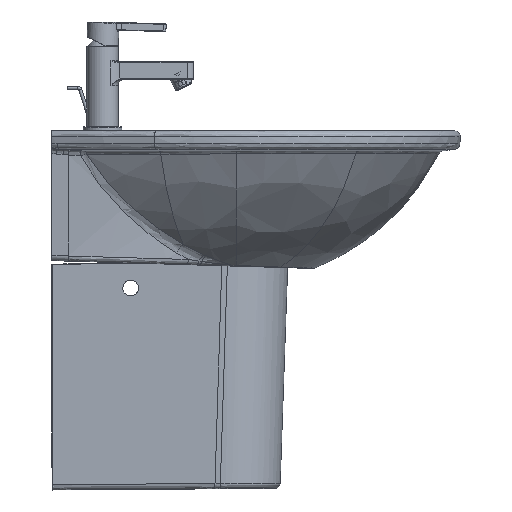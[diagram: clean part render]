
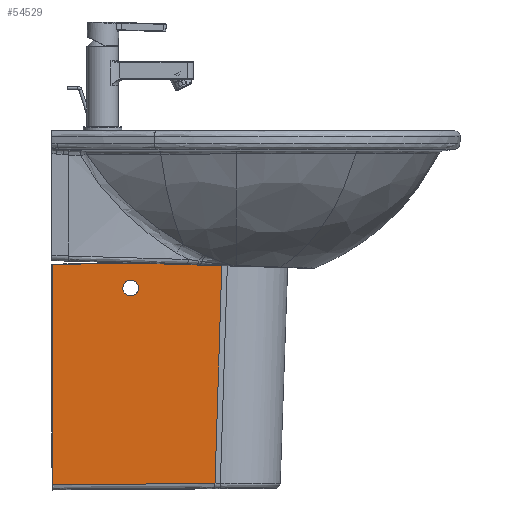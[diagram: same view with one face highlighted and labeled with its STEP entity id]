
A CAD part, front view. The second image highlights one B-rep face of the part: STEP entity #54529.
In plain terms, the highlighted free-form (B-spline) face has degree [5, 1] with [6, 2] control points.
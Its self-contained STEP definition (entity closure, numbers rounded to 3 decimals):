
#53685=CARTESIAN_POINT('',(216.018,-85.679,3.771));
#53686=VERTEX_POINT('',#53685);
#53903=CARTESIAN_POINT('',(0.,-90.,0.));
#53904=VERTEX_POINT('',#53903);
#53914=CARTESIAN_POINT('',(0.,-90.,0.));
#53915=CARTESIAN_POINT('',(43.204,-89.136,0.754));
#53916=CARTESIAN_POINT('',(86.407,-88.272,1.508));
#53917=CARTESIAN_POINT('',(129.611,-87.407,2.262));
#53918=CARTESIAN_POINT('',(172.814,-86.543,3.016));
#53919=CARTESIAN_POINT('',(216.018,-85.679,3.771));
#53920=B_SPLINE_CURVE_WITH_KNOTS('',5,(#53914,#53915,#53916,#53917,#53918,#53919),.UNSPECIFIED.,.F.,.U.,(6,6),(0.0,211.624),.UNSPECIFIED.);
#53921=EDGE_CURVE('',#53686,#53904,#53920,.F.);
#54130=CARTESIAN_POINT('',(90.0,-87.321,-30.0));
#54131=VERTEX_POINT('',#54130);
#54132=CARTESIAN_POINT('',(110.0,-86.911,-30.0));
#54133=VERTEX_POINT('',#54132);
#54134=CARTESIAN_POINT('',(90.0,-87.321,-30.));
#54135=CARTESIAN_POINT('',(90.0,-87.303,-30.642));
#54136=CARTESIAN_POINT('',(90.062,-87.284,-31.283));
#54137=CARTESIAN_POINT('',(90.318,-87.242,-32.598));
#54138=CARTESIAN_POINT('',(90.523,-87.219,-33.268));
#54139=CARTESIAN_POINT('',(91.282,-87.154,-35.054));
#54140=CARTESIAN_POINT('',(91.977,-87.11,-36.097));
#54141=CARTESIAN_POINT('',(93.77,-87.023,-37.933));
#54142=CARTESIAN_POINT('',(94.874,-86.979,-38.687));
#54143=CARTESIAN_POINT('',(97.304,-86.901,-39.719));
#54144=CARTESIAN_POINT('',(98.605,-86.866,-39.989));
#54145=CARTESIAN_POINT('',(101.247,-86.812,-40.01));
#54146=CARTESIAN_POINT('',(102.563,-86.792,-39.757));
#54147=CARTESIAN_POINT('',(105.014,-86.77,-38.753));
#54148=CARTESIAN_POINT('',(106.126,-86.768,-38.014));
#54149=CARTESIAN_POINT('',(107.899,-86.781,-36.245));
#54150=CARTESIAN_POINT('',(108.582,-86.794,-35.267));
#54151=CARTESIAN_POINT('',(109.394,-86.826,-33.51));
#54152=CARTESIAN_POINT('',(109.631,-86.841,-32.793));
#54153=CARTESIAN_POINT('',(109.928,-86.874,-31.381));
#54154=CARTESIAN_POINT('',(110.,-86.892,-30.691));
#54155=CARTESIAN_POINT('',(110.0,-86.911,-30.));
#54156=B_SPLINE_CURVE_WITH_KNOTS('',3,(#54134,#54135,#54136,#54137,#54138,#54139,#54140,#54141,#54142,#54143,#54144,#54145,#54146,#54147,#54148,#54149,#54150,#54151,#54152,#54153,#54154,#54155),.UNSPECIFIED.,.F.,.U.,(4,2,2,2,2,2,2,2,2,2,4),(0.,0.193,0.402,0.775,1.173,1.568,1.966,2.362,2.717,2.943,3.15),.UNSPECIFIED.);
#54157=EDGE_CURVE('',#54131,#54133,#54156,.T.);
#54159=CARTESIAN_POINT('',(110.0,-86.911,-30.));
#54160=CARTESIAN_POINT('',(110.,-86.929,-29.359));
#54161=CARTESIAN_POINT('',(109.938,-86.948,-28.719));
#54162=CARTESIAN_POINT('',(109.683,-86.99,-27.405));
#54163=CARTESIAN_POINT('',(109.478,-87.013,-26.736));
#54164=CARTESIAN_POINT('',(108.719,-87.078,-24.948));
#54165=CARTESIAN_POINT('',(108.023,-87.121,-23.903));
#54166=CARTESIAN_POINT('',(106.228,-87.209,-22.065));
#54167=CARTESIAN_POINT('',(105.124,-87.253,-21.311));
#54168=CARTESIAN_POINT('',(102.694,-87.331,-20.28));
#54169=CARTESIAN_POINT('',(101.394,-87.365,-20.011));
#54170=CARTESIAN_POINT('',(98.752,-87.42,-19.99));
#54171=CARTESIAN_POINT('',(97.437,-87.44,-20.244));
#54172=CARTESIAN_POINT('',(94.986,-87.462,-21.247));
#54173=CARTESIAN_POINT('',(93.874,-87.464,-21.986));
#54174=CARTESIAN_POINT('',(92.097,-87.451,-23.759));
#54175=CARTESIAN_POINT('',(91.412,-87.438,-24.742));
#54176=CARTESIAN_POINT('',(90.602,-87.406,-26.502));
#54177=CARTESIAN_POINT('',(90.366,-87.391,-27.217));
#54178=CARTESIAN_POINT('',(90.071,-87.357,-28.625));
#54179=CARTESIAN_POINT('',(90.,-87.34,-29.312));
#54180=CARTESIAN_POINT('',(90.,-87.321,-30.));
#54181=B_SPLINE_CURVE_WITH_KNOTS('',3,(#54159,#54160,#54161,#54162,#54163,#54164,#54165,#54166,#54167,#54168,#54169,#54170,#54171,#54172,#54173,#54174,#54175,#54176,#54177,#54178,#54179,#54180),.UNSPECIFIED.,.F.,.U.,(4,2,2,2,2,2,2,2,2,2,4),(0.,0.192,0.402,0.776,1.173,1.568,1.966,2.362,2.719,2.944,3.15),.UNSPECIFIED.);
#54182=EDGE_CURVE('',#54133,#54131,#54181,.T.);
#54327=CARTESIAN_POINT('',(207.223,-78.026,-278.748));
#54328=VERTEX_POINT('',#54327);
#54329=CARTESIAN_POINT('',(207.223,-78.026,-278.748));
#54330=DIRECTION('',(0.031,-0.027,0.999));
#54331=VECTOR('',#54330,282.759);
#54332=LINE('',#54329,#54331);
#54333=EDGE_CURVE('',#54328,#53686,#54332,.T.);
#54366=CARTESIAN_POINT('',(0.,-82.173,-280.196));
#54367=VERTEX_POINT('',#54366);
#54379=CARTESIAN_POINT('',(0.,-82.173,-280.196));
#54380=DIRECTION('',(0.,-0.028,1.));
#54381=VECTOR('',#54380,280.306);
#54382=LINE('',#54379,#54381);
#54383=EDGE_CURVE('',#54367,#53904,#54382,.T.);
#54501=CARTESIAN_POINT('',(0.,-82.172,-280.248));
#54502=CARTESIAN_POINT('',(41.444,-81.343,-279.948));
#54503=CARTESIAN_POINT('',(82.889,-80.514,-279.648));
#54504=CARTESIAN_POINT('',(124.334,-79.685,-279.348));
#54505=CARTESIAN_POINT('',(165.778,-78.856,-279.048));
#54506=CARTESIAN_POINT('',(207.223,-78.026,-278.748));
#54507=CARTESIAN_POINT('',(0.,-90.,0.));
#54508=CARTESIAN_POINT('',(43.204,-89.136,0.754));
#54509=CARTESIAN_POINT('',(86.407,-88.271,1.508));
#54510=CARTESIAN_POINT('',(129.611,-87.407,2.262));
#54511=CARTESIAN_POINT('',(172.814,-86.543,3.017));
#54512=CARTESIAN_POINT('',(216.018,-85.679,3.771));
#54513=B_SPLINE_SURFACE_WITH_KNOTS('',5,1,((#54501,#54507),(#54502,#54508),(#54503,#54509),(#54504,#54510),(#54505,#54511),(#54506,#54512)),.UNSPECIFIED.,.F.,.F.,.U.,(6,6),(2,2),(0.,211.624),(6.783,288.33),.UNSPECIFIED.);
#54514=ORIENTED_EDGE('',*,*,#54333,.T.);
#54515=ORIENTED_EDGE('',*,*,#53921,.T.);
#54516=ORIENTED_EDGE('',*,*,#54383,.F.);
#54517=CARTESIAN_POINT('',(207.223,-78.026,-278.748));
#54518=DIRECTION('',(-1.,-0.02,-0.007));
#54519=VECTOR('',#54518,207.269);
#54520=LINE('',#54517,#54519);
#54521=EDGE_CURVE('',#54367,#54328,#54520,.F.);
#54522=ORIENTED_EDGE('',*,*,#54521,.T.);
#54523=EDGE_LOOP('',(#54514,#54515,#54516,#54522));
#54524=FACE_OUTER_BOUND('',#54523,.T.);
#54525=ORIENTED_EDGE('',*,*,#54157,.F.);
#54526=ORIENTED_EDGE('',*,*,#54182,.F.);
#54527=EDGE_LOOP('',(#54525,#54526));
#54528=FACE_BOUND('',#54527,.T.);
#54529=ADVANCED_FACE('',(#54524,#54528),#54513,.T.);
